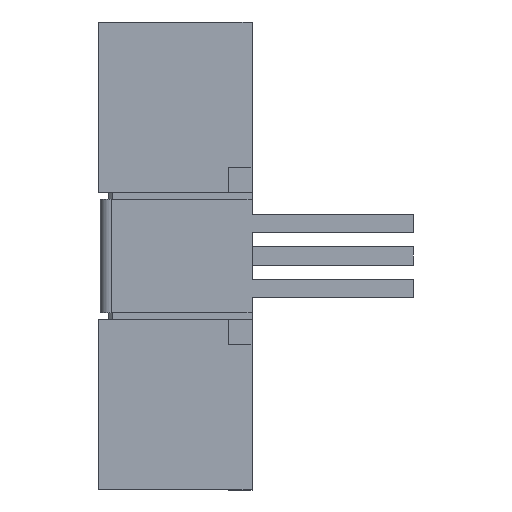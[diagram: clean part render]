
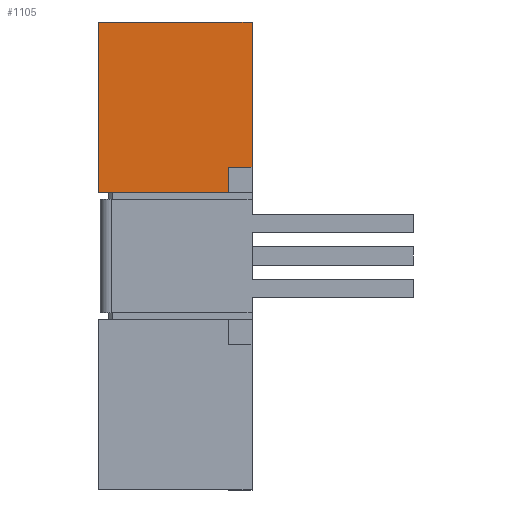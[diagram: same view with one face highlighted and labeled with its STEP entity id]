
A CAD part, left-side view. The second image highlights one B-rep face of the part: STEP entity #1105.
In plain terms, the highlighted planar face has unit normal (-1, 0, 0).
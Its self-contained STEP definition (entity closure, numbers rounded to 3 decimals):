
#8 = VERTEX_POINT ( 'NONE', #3701 ) ;
#11 = VERTEX_POINT ( 'NONE', #1488 ) ;
#68 = DIRECTION ( 'NONE',  ( 0., 0., -1. ) ) ;
#132 = LINE ( 'NONE', #1955, #3086 ) ;
#133 = CARTESIAN_POINT ( 'NONE',  ( -9.145, 0., 0. ) ) ;
#182 = AXIS2_PLACEMENT_3D ( 'NONE', #4755, #722, #3288 ) ;
#411 = CARTESIAN_POINT ( 'NONE',  ( -9.145, 0., 7.365 ) ) ;
#510 = VERTEX_POINT ( 'NONE', #4480 ) ;
#516 = EDGE_CURVE ( 'NONE', #4660, #11, #3844, .T. ) ;
#581 = EDGE_CURVE ( 'NONE', #8, #4660, #132, .T. ) ;
#643 = CARTESIAN_POINT ( 'NONE',  ( -9.145, 0.75, 2.8 ) ) ;
#646 = ORIENTED_EDGE ( 'NONE', *, *, #989, .F. ) ;
#722 = DIRECTION ( 'NONE',  ( 1., 0., 0. ) ) ;
#760 = CARTESIAN_POINT ( 'NONE',  ( -9.145, 4.83, 2. ) ) ;
#989 = EDGE_CURVE ( 'NONE', #510, #8, #2454, .T. ) ;
#1105 = ADVANCED_FACE ( 'NONE', ( #4394 ), #1804, .F. ) ;
#1175 = CARTESIAN_POINT ( 'NONE',  ( -9.145, 0.75, 2. ) ) ;
#1253 = DIRECTION ( 'NONE',  ( 0., 0., 1. ) ) ;
#1339 = CARTESIAN_POINT ( 'NONE',  ( -9.145, 0.75, 7.365 ) ) ;
#1383 = EDGE_CURVE ( 'NONE', #4006, #11, #4000, .T. ) ;
#1488 = CARTESIAN_POINT ( 'NONE',  ( -9.145, 4.83, 7.365 ) ) ;
#1514 = ORIENTED_EDGE ( 'NONE', *, *, #1644, .F. ) ;
#1644 = EDGE_CURVE ( 'NONE', #4089, #510, #3069, .T. ) ;
#1651 = CARTESIAN_POINT ( 'NONE',  ( -9.145, 4.83, 2. ) ) ;
#1804 = PLANE ( 'NONE',  #182 ) ;
#1882 = ORIENTED_EDGE ( 'NONE', *, *, #581, .F. ) ;
#1955 = CARTESIAN_POINT ( 'NONE',  ( -9.145, 0.75, 2. ) ) ;
#2183 = LINE ( 'NONE', #133, #4033 ) ;
#2369 = EDGE_LOOP ( 'NONE', ( #646, #1514, #3441, #4228, #2621, #1882 ) ) ;
#2454 = LINE ( 'NONE', #1175, #4291 ) ;
#2621 = ORIENTED_EDGE ( 'NONE', *, *, #516, .F. ) ;
#3004 = VECTOR ( 'NONE', #3223, 1000. ) ;
#3069 = LINE ( 'NONE', #643, #3004 ) ;
#3086 = VECTOR ( 'NONE', #3832, 1000. ) ;
#3223 = DIRECTION ( 'NONE',  ( 0., 1., 0. ) ) ;
#3288 = DIRECTION ( 'NONE',  ( 0., 0., -1. ) ) ;
#3434 = EDGE_CURVE ( 'NONE', #4089, #4006, #2183, .T. ) ;
#3441 = ORIENTED_EDGE ( 'NONE', *, *, #3434, .T. ) ;
#3701 = CARTESIAN_POINT ( 'NONE',  ( -9.145, 0.75, 2. ) ) ;
#3760 = DIRECTION ( 'NONE',  ( 0., 0., 1. ) ) ;
#3832 = DIRECTION ( 'NONE',  ( 0., 1., 0. ) ) ;
#3844 = LINE ( 'NONE', #760, #3900 ) ;
#3900 = VECTOR ( 'NONE', #3760, 1000. ) ;
#4000 = LINE ( 'NONE', #1339, #4743 ) ;
#4006 = VERTEX_POINT ( 'NONE', #411 ) ;
#4033 = VECTOR ( 'NONE', #1253, 1000. ) ;
#4089 = VERTEX_POINT ( 'NONE', #4484 ) ;
#4228 = ORIENTED_EDGE ( 'NONE', *, *, #1383, .T. ) ;
#4291 = VECTOR ( 'NONE', #68, 1000. ) ;
#4355 = DIRECTION ( 'NONE',  ( 0., 1., 0. ) ) ;
#4394 = FACE_OUTER_BOUND ( 'NONE', #2369, .T. ) ;
#4480 = CARTESIAN_POINT ( 'NONE',  ( -9.145, 0.75, 2.8 ) ) ;
#4484 = CARTESIAN_POINT ( 'NONE',  ( -9.145, 0., 2.8 ) ) ;
#4660 = VERTEX_POINT ( 'NONE', #1651 ) ;
#4743 = VECTOR ( 'NONE', #4355, 1000. ) ;
#4755 = CARTESIAN_POINT ( 'NONE',  ( -9.145, 0.75, 2. ) ) ;
